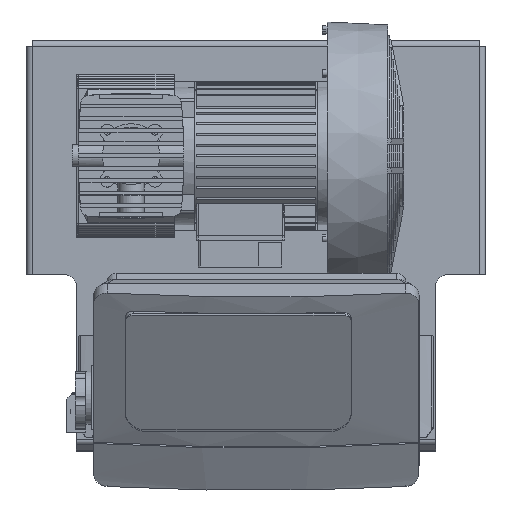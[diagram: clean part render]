
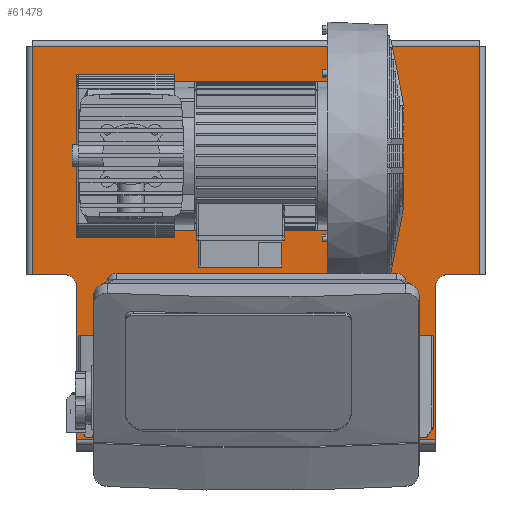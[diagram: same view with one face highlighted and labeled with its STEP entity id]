
A CAD part, top view. The second image highlights one B-rep face of the part: STEP entity #61478.
In plain terms, the highlighted planar face has unit normal (0, 0, 1).
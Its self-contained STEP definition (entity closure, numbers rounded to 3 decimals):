
#4901=LINE($,#100925,#10949);
#4922=LINE($,#100979,#10970);
#4949=LINE($,#101048,#10997);
#4950=LINE($,#101051,#10998);
#4951=LINE($,#101055,#10999);
#4952=LINE($,#101057,#11000);
#4953=LINE($,#101059,#11001);
#4954=LINE($,#101062,#11002);
#10949=VECTOR($,#82071,238.5);
#10970=VECTOR($,#82126,238.5);
#10997=VECTOR($,#82191,467.);
#10998=VECTOR($,#82194,33.5);
#10999=VECTOR($,#82197,159.81);
#11000=VECTOR($,#82198,375.);
#11001=VECTOR($,#82199,159.81);
#11002=VECTOR($,#82202,33.5);
#14407=PLANE($,#67238);
#15761=FACE_BOUND($,#22773,.T.);
#15762=FACE_BOUND($,#22774,.T.);
#15763=FACE_BOUND($,#22775,.T.);
#15764=FACE_BOUND($,#22776,.T.);
#18583=FACE_OUTER_BOUND($,#22772,.T.);
#22772=EDGE_LOOP($,(#53651,#53652,#53653,#53654,#53655,#53656,#53657,#53658,
#53659,#53660));
#22773=EDGE_LOOP($,(#53661));
#22774=EDGE_LOOP($,(#53662));
#22775=EDGE_LOOP($,(#53663));
#22776=EDGE_LOOP($,(#53664));
#25752=CIRCLE($,#67239,12.5);
#25753=CIRCLE($,#67240,12.5);
#25754=CIRCLE($,#67241,4.5);
#25755=CIRCLE($,#67242,4.5);
#25756=CIRCLE($,#67243,4.5);
#25757=CIRCLE($,#67244,4.5);
#30557=VERTEX_POINT($,#100898);
#30565=VERTEX_POINT($,#100919);
#30578=VERTEX_POINT($,#100961);
#30581=VERTEX_POINT($,#100972);
#30606=VERTEX_POINT($,#101050);
#30607=VERTEX_POINT($,#101052);
#30608=VERTEX_POINT($,#101054);
#30609=VERTEX_POINT($,#101056);
#30610=VERTEX_POINT($,#101058);
#30611=VERTEX_POINT($,#101060);
#30612=VERTEX_POINT($,#101063);
#30613=VERTEX_POINT($,#101065);
#30614=VERTEX_POINT($,#101067);
#30615=VERTEX_POINT($,#101069);
#38500=EDGE_CURVE($,#30557,#30565,#4901,.F.);
#38527=EDGE_CURVE($,#30581,#30578,#4922,.T.);
#38562=EDGE_CURVE($,#30578,#30557,#4949,.T.);
#38563=EDGE_CURVE($,#30565,#30606,#4950,.T.);
#38564=EDGE_CURVE($,#30607,#30606,#25752,.T.);
#38565=EDGE_CURVE($,#30607,#30608,#4951,.F.);
#38566=EDGE_CURVE($,#30609,#30608,#4952,.F.);
#38567=EDGE_CURVE($,#30609,#30610,#4953,.T.);
#38568=EDGE_CURVE($,#30611,#30610,#25753,.T.);
#38569=EDGE_CURVE($,#30581,#30611,#4954,.F.);
#38570=EDGE_CURVE($,#30612,#30612,#25754,.T.);
#38571=EDGE_CURVE($,#30613,#30613,#25755,.T.);
#38572=EDGE_CURVE($,#30614,#30614,#25756,.T.);
#38573=EDGE_CURVE($,#30615,#30615,#25757,.T.);
#53651=ORIENTED_EDGE($,*,*,#38562,.T.);
#53652=ORIENTED_EDGE($,*,*,#38500,.T.);
#53653=ORIENTED_EDGE($,*,*,#38563,.T.);
#53654=ORIENTED_EDGE($,*,*,#38564,.F.);
#53655=ORIENTED_EDGE($,*,*,#38565,.T.);
#53656=ORIENTED_EDGE($,*,*,#38566,.F.);
#53657=ORIENTED_EDGE($,*,*,#38567,.T.);
#53658=ORIENTED_EDGE($,*,*,#38568,.F.);
#53659=ORIENTED_EDGE($,*,*,#38569,.F.);
#53660=ORIENTED_EDGE($,*,*,#38527,.T.);
#53661=ORIENTED_EDGE($,*,*,#38570,.F.);
#53662=ORIENTED_EDGE($,*,*,#38571,.F.);
#53663=ORIENTED_EDGE($,*,*,#38572,.F.);
#53664=ORIENTED_EDGE($,*,*,#38573,.F.);
#61478=ADVANCED_FACE($,(#18583,#15761,#15762,#15763,#15764),#14407,.T.);
#67238=AXIS2_PLACEMENT_3D($,#101049,#82192,#82193);
#67239=AXIS2_PLACEMENT_3D($,#101053,#82195,#82196);
#67240=AXIS2_PLACEMENT_3D($,#101061,#82200,#82201);
#67241=AXIS2_PLACEMENT_3D($,#101064,#82203,#82204);
#67242=AXIS2_PLACEMENT_3D($,#101066,#82205,#82206);
#67243=AXIS2_PLACEMENT_3D($,#101068,#82207,#82208);
#67244=AXIS2_PLACEMENT_3D($,#101070,#82209,#82210);
#82071=DIRECTION($,(0.,1.,0.));
#82126=DIRECTION($,(0.,1.,0.));
#82191=DIRECTION($,(-1.,0.,0.));
#82192=DIRECTION('center_axis',(0.,0.,1.));
#82193=DIRECTION('ref_axis',(1.,0.,0.));
#82194=DIRECTION($,(1.,0.,0.));
#82195=DIRECTION('center_axis',(0.,0.,1.));
#82196=DIRECTION('ref_axis',(1.,0.,0.));
#82197=DIRECTION($,(0.,1.,0.));
#82198=DIRECTION($,(1.,0.,0.));
#82199=DIRECTION($,(0.,1.,0.));
#82200=DIRECTION('center_axis',(0.,0.,1.));
#82201=DIRECTION('ref_axis',(0.,1.,0.));
#82202=DIRECTION($,(1.,0.,0.));
#82203=DIRECTION('center_axis',(0.,0.,1.));
#82204=DIRECTION('ref_axis',(0.878,-0.479,0.));
#82205=DIRECTION('center_axis',(0.,0.,1.));
#82206=DIRECTION('ref_axis',(0.878,-0.479,0.));
#82207=DIRECTION('center_axis',(0.,0.,1.));
#82208=DIRECTION('ref_axis',(0.878,-0.479,0.));
#82209=DIRECTION('center_axis',(0.,0.,1.));
#82210=DIRECTION('ref_axis',(0.878,-0.479,0.));
#100898=CARTESIAN_POINT('',(-233.5,410.81,4.));
#100919=CARTESIAN_POINT('',(-233.5,172.31,4.));
#100925=CARTESIAN_POINT($,(-233.5,172.31,4.));
#100961=CARTESIAN_POINT('',(233.5,410.81,4.));
#100972=CARTESIAN_POINT('',(233.5,172.31,4.));
#100979=CARTESIAN_POINT($,(233.5,172.31,4.));
#101048=CARTESIAN_POINT($,(-208.774,410.81,4.));
#101049=CARTESIAN_POINT('Origin',(0.,-30.,4.));
#101050=CARTESIAN_POINT('',(-200.,172.31,4.));
#101051=CARTESIAN_POINT($,(-228.5,172.31,4.));
#101052=CARTESIAN_POINT('',(-187.5,159.81,4.));
#101053=CARTESIAN_POINT('Origin',(-200.,159.81,4.));
#101054=CARTESIAN_POINT('',(-187.5,0.,4.));
#101055=CARTESIAN_POINT($,(-187.5,0.,4.));
#101056=CARTESIAN_POINT('',(187.5,0.,4.));
#101057=CARTESIAN_POINT($,(-187.5,0.,4.));
#101058=CARTESIAN_POINT('',(187.5,159.81,4.));
#101059=CARTESIAN_POINT($,(187.5,-30.,4.));
#101060=CARTESIAN_POINT('',(200.,172.31,4.));
#101061=CARTESIAN_POINT('Origin',(200.,159.81,4.));
#101062=CARTESIAN_POINT($,(200.,172.31,4.));
#101063=CARTESIAN_POINT('',(163.551,39.467,4.));
#101064=CARTESIAN_POINT('Origin',(167.5,37.31,4.));
#101065=CARTESIAN_POINT('',(-163.551,35.152,4.));
#101066=CARTESIAN_POINT('Origin',(-167.5,37.31,4.));
#101067=CARTESIAN_POINT('',(-163.551,77.152,4.));
#101068=CARTESIAN_POINT('Origin',(-167.5,79.31,4.));
#101069=CARTESIAN_POINT('',(171.449,77.152,4.));
#101070=CARTESIAN_POINT('Origin',(167.5,79.31,4.));
